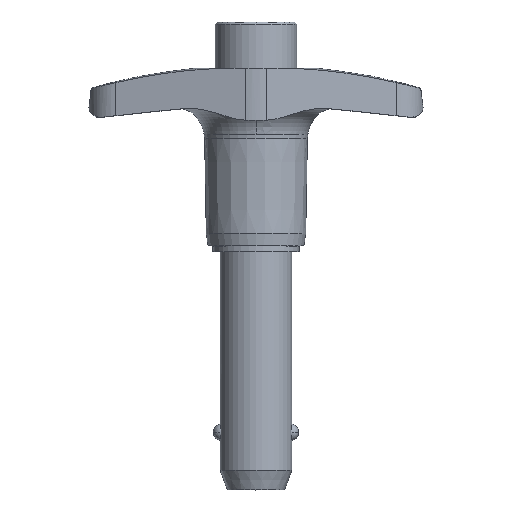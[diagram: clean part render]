
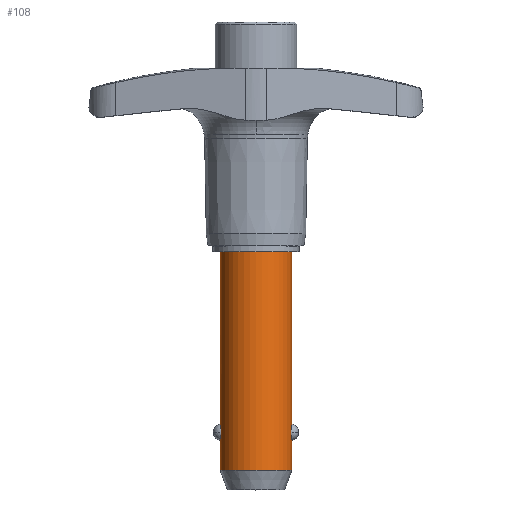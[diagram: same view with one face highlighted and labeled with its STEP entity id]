
A CAD part, top view. The second image highlights one B-rep face of the part: STEP entity #108.
In plain terms, the highlighted cylindrical face has radius 6.35 mm (diameter 12.7 mm), a partial arc.
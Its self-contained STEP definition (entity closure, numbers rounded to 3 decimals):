
#108=ADVANCED_FACE('',(#273),#274,.T.);
#273=FACE_OUTER_BOUND('',#496,.T.);
#274=CYLINDRICAL_SURFACE('',#497,6.35);
#496=EDGE_LOOP('',(#762,#763,#764,#765,#766,#767,#768,#769,#770,#771));
#497=AXIS2_PLACEMENT_3D('',#772,#773,#774);
#762=ORIENTED_EDGE('',*,*,#1410,.T.);
#763=ORIENTED_EDGE('',*,*,#1411,.T.);
#764=ORIENTED_EDGE('',*,*,#1412,.T.);
#765=ORIENTED_EDGE('',*,*,#1413,.T.);
#766=ORIENTED_EDGE('',*,*,#1414,.F.);
#767=ORIENTED_EDGE('',*,*,#1415,.T.);
#768=ORIENTED_EDGE('',*,*,#1416,.T.);
#769=ORIENTED_EDGE('',*,*,#1417,.T.);
#770=ORIENTED_EDGE('',*,*,#1418,.T.);
#771=ORIENTED_EDGE('',*,*,#1419,.T.);
#772=CARTESIAN_POINT('',(0.0,-21.082,0.0));
#773=DIRECTION('',(-0.0,1.0,0.0));
#774=DIRECTION('',(1.0,0.0,0.0));
#1410=EDGE_CURVE('',#1713,#1714,#1715,.T.);
#1411=EDGE_CURVE('',#1714,#1716,#1717,.T.);
#1412=EDGE_CURVE('',#1716,#1718,#1719,.T.);
#1413=EDGE_CURVE('',#1718,#1720,#1721,.T.);
#1414=EDGE_CURVE('',#1722,#1720,#1723,.T.);
#1415=EDGE_CURVE('',#1722,#1724,#1725,.T.);
#1416=EDGE_CURVE('',#1724,#1726,#1727,.T.);
#1417=EDGE_CURVE('',#1726,#1728,#1729,.T.);
#1418=EDGE_CURVE('',#1728,#1730,#1731,.T.);
#1419=EDGE_CURVE('',#1730,#1713,#1732,.T.);
#1713=VERTEX_POINT('',#2460);
#1714=VERTEX_POINT('',#2461);
#1715=LINE('',#2462,#2463);
#1716=VERTEX_POINT('',#2464);
#1717=B_SPLINE_CURVE_WITH_KNOTS('',3,(#2465,#2466,#2467,#2468,#2469,#2470,#2471,#2472,#2473,#2474,#2475,#2476,#2477,#2478),.UNSPECIFIED.,.F.,.F.,(4,2,2,2,2,2,4),(2.221,2.596,2.971,3.2,3.429,3.935,4.442),.UNSPECIFIED.);
#1718=VERTEX_POINT('',#2479);
#1719=B_SPLINE_CURVE_WITH_KNOTS('',3,(#2480,#2481,#2482,#2483,#2484,#2485,#2486,#2487,#2488,#2489,#2490,#2491,#2492,#2493),.UNSPECIFIED.,.F.,.F.,(4,2,2,2,2,2,4),(4.442,4.948,5.455,5.684,5.912,6.288,6.663),.UNSPECIFIED.);
#1720=VERTEX_POINT('',#2494);
#1721=LINE('',#2495,#2496);
#1722=VERTEX_POINT('',#2497);
#1723=CIRCLE('',#2498,6.35);
#1724=VERTEX_POINT('',#2499);
#1725=LINE('',#2500,#2501);
#1726=VERTEX_POINT('',#2502);
#1727=B_SPLINE_CURVE_WITH_KNOTS('',3,(#2503,#2504,#2505,#2506,#2507,#2508,#2509,#2510,#2511,#2512,#2513,#2514,#2515,#2516),.UNSPECIFIED.,.F.,.F.,(4,2,2,2,2,2,4),(6.663,7.038,7.413,7.642,7.871,8.377,8.884),.UNSPECIFIED.);
#1728=VERTEX_POINT('',#2517);
#1729=B_SPLINE_CURVE_WITH_KNOTS('',3,(#2518,#2519,#2520,#2521,#2522,#2523,#2524,#2525,#2526,#2527,#2528,#2529,#2530,#2531),.UNSPECIFIED.,.F.,.F.,(4,2,2,2,2,2,4),(0.0,0.507,1.013,1.242,1.471,1.846,2.221),.UNSPECIFIED.);
#1730=VERTEX_POINT('',#2532);
#1731=LINE('',#2533,#2534);
#1732=CIRCLE('',#2535,6.35);
#2460=CARTESIAN_POINT('',(6.35,-38.659,0.0));
#2461=CARTESIAN_POINT('',(6.35,-33.417,0.));
#2462=CARTESIAN_POINT('',(6.35,-21.082,0.));
#2463=VECTOR('',#3959,1.0);
#2464=CARTESIAN_POINT('',(6.172,-31.948,1.495));
#2465=CARTESIAN_POINT('',(6.35,-33.417,0.0));
#2466=CARTESIAN_POINT('',(6.35,-33.417,0.125));
#2467=CARTESIAN_POINT('',(6.346,-33.401,0.261));
#2468=CARTESIAN_POINT('',(6.33,-33.332,0.522));
#2469=CARTESIAN_POINT('',(6.318,-33.279,0.648));
#2470=CARTESIAN_POINT('',(6.297,-33.18,0.822));
#2471=CARTESIAN_POINT('',(6.288,-33.133,0.891));
#2472=CARTESIAN_POINT('',(6.268,-33.029,1.019));
#2473=CARTESIAN_POINT('',(6.258,-32.971,1.079));
#2474=CARTESIAN_POINT('',(6.229,-32.789,1.24));
#2475=CARTESIAN_POINT('',(6.208,-32.634,1.336));
#2476=CARTESIAN_POINT('',(6.179,-32.298,1.464));
#2477=CARTESIAN_POINT('',(6.172,-32.117,1.495));
#2478=CARTESIAN_POINT('',(6.172,-31.948,1.495));
#2479=CARTESIAN_POINT('',(6.35,-30.48,0.));
#2480=CARTESIAN_POINT('',(6.172,-31.948,1.495));
#2481=CARTESIAN_POINT('',(6.172,-31.78,1.495));
#2482=CARTESIAN_POINT('',(6.179,-31.599,1.464));
#2483=CARTESIAN_POINT('',(6.208,-31.263,1.336));
#2484=CARTESIAN_POINT('',(6.229,-31.108,1.24));
#2485=CARTESIAN_POINT('',(6.258,-30.926,1.079));
#2486=CARTESIAN_POINT('',(6.268,-30.868,1.019));
#2487=CARTESIAN_POINT('',(6.288,-30.763,0.891));
#2488=CARTESIAN_POINT('',(6.297,-30.717,0.822));
#2489=CARTESIAN_POINT('',(6.318,-30.618,0.648));
#2490=CARTESIAN_POINT('',(6.33,-30.565,0.522));
#2491=CARTESIAN_POINT('',(6.346,-30.496,0.261));
#2492=CARTESIAN_POINT('',(6.35,-30.48,0.125));
#2493=CARTESIAN_POINT('',(6.35,-30.48,0.));
#2494=CARTESIAN_POINT('',(6.35,0.0,0.0));
#2495=CARTESIAN_POINT('',(6.35,-21.082,0.));
#2496=VECTOR('',#3960,1.0);
#2497=CARTESIAN_POINT('',(-6.35,0.0,0.));
#2498=AXIS2_PLACEMENT_3D('',#3961,#3962,#3963);
#2499=CARTESIAN_POINT('',(-6.35,-30.48,0.));
#2500=CARTESIAN_POINT('',(-6.35,-21.082,0.));
#2501=VECTOR('',#3964,1.0);
#2502=CARTESIAN_POINT('',(-6.172,-31.948,1.495));
#2503=CARTESIAN_POINT('',(-6.35,-30.48,0.));
#2504=CARTESIAN_POINT('',(-6.35,-30.48,0.125));
#2505=CARTESIAN_POINT('',(-6.346,-30.496,0.261));
#2506=CARTESIAN_POINT('',(-6.33,-30.565,0.522));
#2507=CARTESIAN_POINT('',(-6.318,-30.618,0.648));
#2508=CARTESIAN_POINT('',(-6.297,-30.717,0.822));
#2509=CARTESIAN_POINT('',(-6.288,-30.763,0.891));
#2510=CARTESIAN_POINT('',(-6.268,-30.868,1.019));
#2511=CARTESIAN_POINT('',(-6.258,-30.926,1.079));
#2512=CARTESIAN_POINT('',(-6.229,-31.108,1.24));
#2513=CARTESIAN_POINT('',(-6.208,-31.263,1.336));
#2514=CARTESIAN_POINT('',(-6.179,-31.599,1.464));
#2515=CARTESIAN_POINT('',(-6.172,-31.78,1.495));
#2516=CARTESIAN_POINT('',(-6.172,-31.948,1.495));
#2517=CARTESIAN_POINT('',(-6.35,-33.417,0.));
#2518=CARTESIAN_POINT('',(-6.172,-31.948,1.495));
#2519=CARTESIAN_POINT('',(-6.172,-32.117,1.495));
#2520=CARTESIAN_POINT('',(-6.179,-32.298,1.464));
#2521=CARTESIAN_POINT('',(-6.208,-32.634,1.336));
#2522=CARTESIAN_POINT('',(-6.229,-32.789,1.24));
#2523=CARTESIAN_POINT('',(-6.258,-32.971,1.079));
#2524=CARTESIAN_POINT('',(-6.268,-33.029,1.019));
#2525=CARTESIAN_POINT('',(-6.288,-33.133,0.891));
#2526=CARTESIAN_POINT('',(-6.297,-33.18,0.822));
#2527=CARTESIAN_POINT('',(-6.318,-33.279,0.648));
#2528=CARTESIAN_POINT('',(-6.33,-33.332,0.522));
#2529=CARTESIAN_POINT('',(-6.346,-33.401,0.261));
#2530=CARTESIAN_POINT('',(-6.35,-33.417,0.125));
#2531=CARTESIAN_POINT('',(-6.35,-33.417,0.));
#2532=CARTESIAN_POINT('',(-6.35,-38.659,0.));
#2533=CARTESIAN_POINT('',(-6.35,-21.082,0.));
#2534=VECTOR('',#3965,1.0);
#2535=AXIS2_PLACEMENT_3D('',#3966,#3967,#3968);
#3959=DIRECTION('',(0.0,1.0,0.0));
#3960=DIRECTION('',(0.0,1.0,0.0));
#3961=CARTESIAN_POINT('',(0.0,0.0,0.0));
#3962=DIRECTION('',(-0.0,1.0,0.0));
#3963=DIRECTION('',(1.0,0.0,0.0));
#3964=DIRECTION('',(-0.0,-1.0,-0.0));
#3965=DIRECTION('',(-0.0,-1.0,-0.0));
#3966=CARTESIAN_POINT('',(0.0,-38.659,0.0));
#3967=DIRECTION('',(0.,1.0,0.0));
#3968=DIRECTION('',(1.0,0.,0.0));
